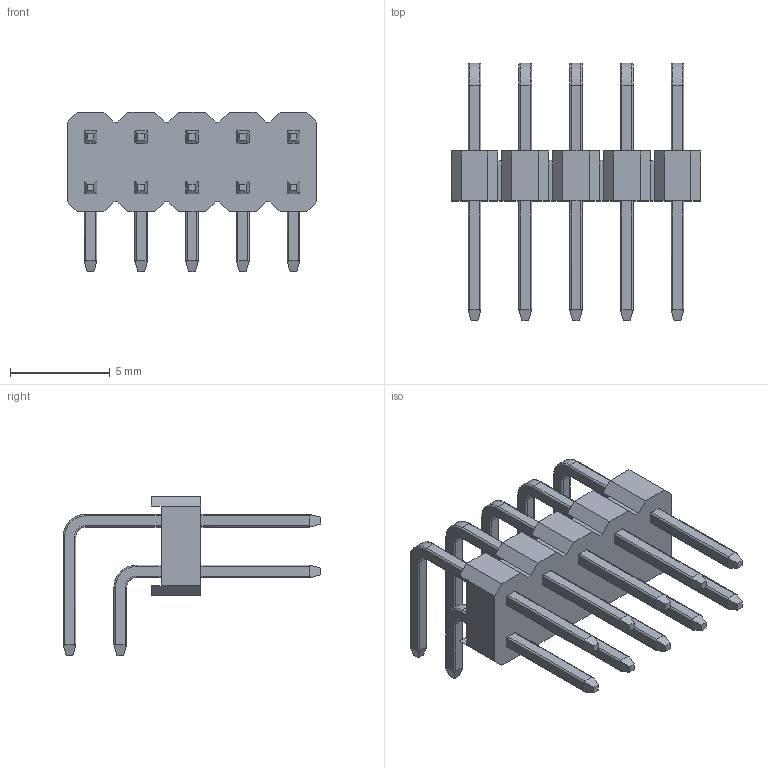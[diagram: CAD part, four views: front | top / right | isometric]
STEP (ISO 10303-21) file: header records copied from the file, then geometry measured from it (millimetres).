
FILE_DESCRIPTION (( 'STEP AP214' ), '1' );
FILE_NAME ('錨璃53.STEP', '2024-07-22T05:53:44', ( '' ), ( '' ), 'SwSTEP 2.0', 'SolidWorks 2021', '' );
FILE_SCHEMA (( 'AUTOMOTIVE_DESIGN' ));
Length unit declared in the file: millimetre
Products named in the file (1): 錨璃53
Bounding box: 12.5 x 12.9 x 8 mm (x, y, z)
Volume: 179.7 mm3; surface area: 558.3 mm2
Topology: 1 solids, 1 shells, 666 faces, 1775 edges, 1150 vertices
Faces by surface type: plane 388, cylinder 140, bspline 98, torus 40
Entity records: 28351 total; most frequent: CARTESIAN_POINT 5378, ORIENTED_EDGE 3550, DIRECTION 2793, EDGE_CURVE 1775, VECTOR 1175, LINE 1175, VERTEX_POINT 1150, AXIS2_PLACEMENT_3D 809
